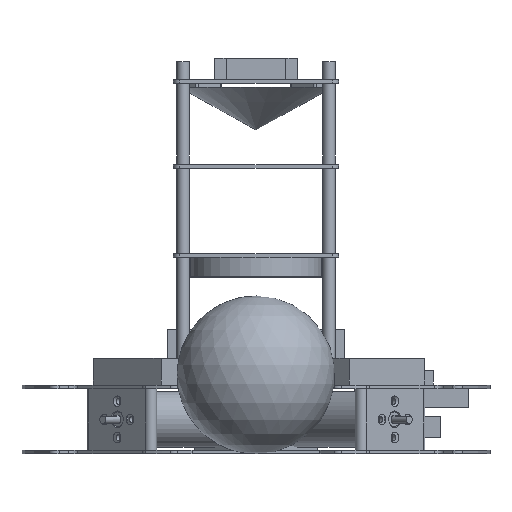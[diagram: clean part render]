
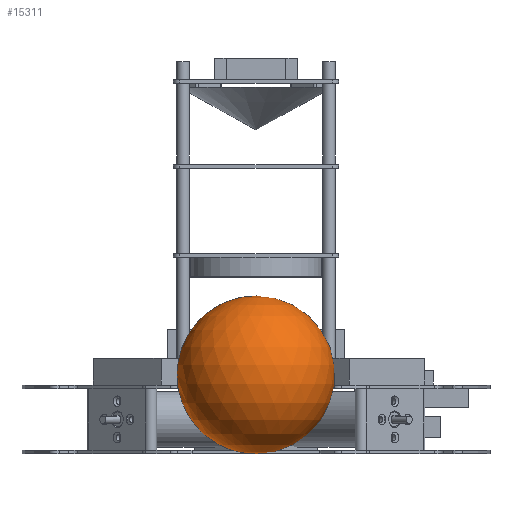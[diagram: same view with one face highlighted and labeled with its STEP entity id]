
A CAD part, front view. The second image highlights one B-rep face of the part: STEP entity #15311.
In plain terms, the highlighted spherical face has radius 37 mm.
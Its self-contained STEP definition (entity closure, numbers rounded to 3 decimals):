
#11=SPHERICAL_SURFACE('',#17231,37.);
#2051=FACE_OUTER_BOUND('',#3265,.T.);
#3265=EDGE_LOOP('',(#14171,#14172));
#6668=CIRCLE('',#17232,37.);
#8024=VERTEX_POINT('',#26095);
#8025=VERTEX_POINT('',#26096);
#10074=EDGE_CURVE('',#8024,#8025,#6668,.T.);
#14171=ORIENTED_EDGE('',*,*,#10074,.T.);
#14172=ORIENTED_EDGE('',*,*,#10074,.F.);
#15311=ADVANCED_FACE('',(#2051),#11,.T.);
#17231=AXIS2_PLACEMENT_3D('',#26094,#21697,#21698);
#17232=AXIS2_PLACEMENT_3D('',#26097,#21699,#21700);
#21697=DIRECTION('center_axis',(0.,0.,1.));
#21698=DIRECTION('ref_axis',(1.,0.,0.));
#21699=DIRECTION('center_axis',(0.,-1.,0.));
#21700=DIRECTION('ref_axis',(-1.,0.,0.));
#26094=CARTESIAN_POINT('Origin',(0.,0.,0.));
#26095=CARTESIAN_POINT('',(0.,0.,37.));
#26096=CARTESIAN_POINT('',(0.,0.,-37.));
#26097=CARTESIAN_POINT('Origin',(0.,0.,0.));
